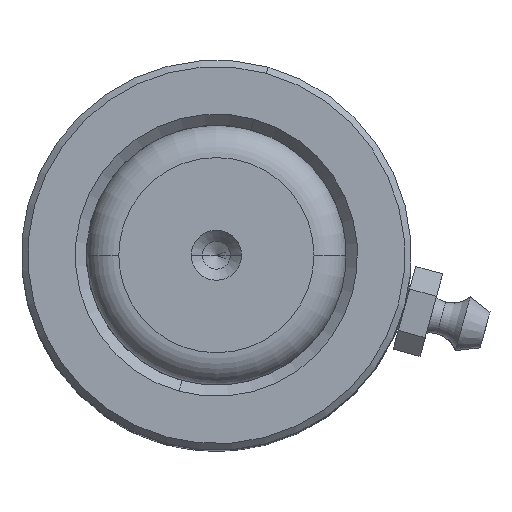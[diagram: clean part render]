
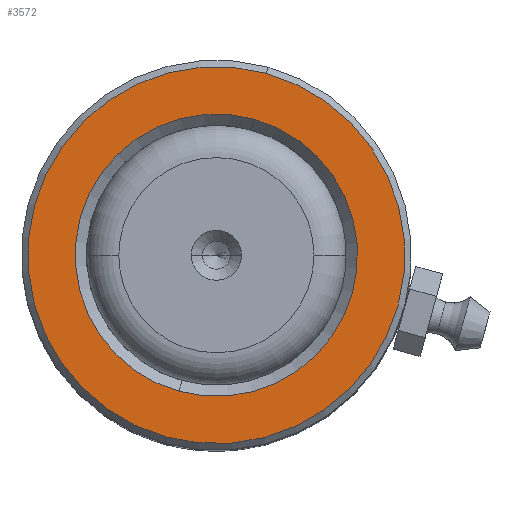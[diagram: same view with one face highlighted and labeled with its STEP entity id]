
A CAD part, top view. The second image highlights one B-rep face of the part: STEP entity #3572.
In plain terms, the highlighted planar face has unit normal (0, 0, 1).
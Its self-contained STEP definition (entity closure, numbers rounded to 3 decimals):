
#5 = CARTESIAN_POINT ( 'NONE',  ( 20.3, 0., 80. ) ) ;
#91 = CARTESIAN_POINT ( 'NONE',  ( 0., 0., 80. ) ) ;
#133 = ORIENTED_EDGE ( 'NONE', *, *, #5829, .T. ) ;
#765 = DIRECTION ( 'NONE',  ( 1., 0., 0. ) ) ;
#1053 = AXIS2_PLACEMENT_3D ( 'NONE', #2656, #5400, #8907 ) ;
#1507 = CARTESIAN_POINT ( 'NONE',  ( -15.2, 0., 80. ) ) ;
#1578 = ORIENTED_EDGE ( 'NONE', *, *, #5556, .T. ) ;
#2293 = CARTESIAN_POINT ( 'NONE',  ( 0., 0., 80. ) ) ;
#2656 = CARTESIAN_POINT ( 'NONE',  ( 0., 0., 80. ) ) ;
#3167 = CARTESIAN_POINT ( 'NONE',  ( 15.2, 0., 80. ) ) ;
#3230 = VERTEX_POINT ( 'NONE', #3167 ) ;
#3248 = CIRCLE ( 'NONE', #1053, 20.3 ) ;
#3572 = ADVANCED_FACE ( 'NONE', ( #7181, #8810 ), #6938, .T. ) ;
#3834 = DIRECTION ( 'NONE',  ( 0., 0., -1. ) ) ;
#3870 = CARTESIAN_POINT ( 'NONE',  ( 0., 0., 80. ) ) ;
#3936 = DIRECTION ( 'NONE',  ( 0., 0., -1. ) ) ;
#4095 = AXIS2_PLACEMENT_3D ( 'NONE', #6679, #3834, #6650 ) ;
#4421 = DIRECTION ( 'NONE',  ( 1., 0., 0. ) ) ;
#4520 = VERTEX_POINT ( 'NONE', #6311 ) ;
#4627 = AXIS2_PLACEMENT_3D ( 'NONE', #2293, #6481, #4421 ) ;
#4715 = CIRCLE ( 'NONE', #4095, 15.2 ) ;
#4774 = EDGE_CURVE ( 'NONE', #4520, #7093, #3248, .T. ) ;
#5050 = AXIS2_PLACEMENT_3D ( 'NONE', #91, #6854, #765 ) ;
#5341 = DIRECTION ( 'NONE',  ( 1., 0., 0. ) ) ;
#5400 = DIRECTION ( 'NONE',  ( 0., 0., 1. ) ) ;
#5501 = ORIENTED_EDGE ( 'NONE', *, *, #4774, .T. ) ;
#5556 = EDGE_CURVE ( 'NONE', #7093, #4520, #6297, .T. ) ;
#5829 = EDGE_CURVE ( 'NONE', #8258, #3230, #6816, .T. ) ;
#6034 = AXIS2_PLACEMENT_3D ( 'NONE', #3870, #3936, #5341 ) ;
#6297 = CIRCLE ( 'NONE', #4627, 20.3 ) ;
#6311 = CARTESIAN_POINT ( 'NONE',  ( -20.3, 0., 80. ) ) ;
#6481 = DIRECTION ( 'NONE',  ( 0., 0., 1. ) ) ;
#6650 = DIRECTION ( 'NONE',  ( 1., 0., 0. ) ) ;
#6679 = CARTESIAN_POINT ( 'NONE',  ( 0., 0., 80. ) ) ;
#6816 = CIRCLE ( 'NONE', #6034, 15.2 ) ;
#6853 = EDGE_CURVE ( 'NONE', #3230, #8258, #4715, .T. ) ;
#6854 = DIRECTION ( 'NONE',  ( 0., 0., 1. ) ) ;
#6938 = PLANE ( 'NONE',  #5050 ) ;
#7093 = VERTEX_POINT ( 'NONE', #5 ) ;
#7181 = FACE_OUTER_BOUND ( 'NONE', #7638, .T. ) ;
#7405 = EDGE_LOOP ( 'NONE', ( #7763, #133 ) ) ;
#7638 = EDGE_LOOP ( 'NONE', ( #5501, #1578 ) ) ;
#7763 = ORIENTED_EDGE ( 'NONE', *, *, #6853, .T. ) ;
#8258 = VERTEX_POINT ( 'NONE', #1507 ) ;
#8810 = FACE_BOUND ( 'NONE', #7405, .T. ) ;
#8907 = DIRECTION ( 'NONE',  ( 1., 0., 0. ) ) ;
